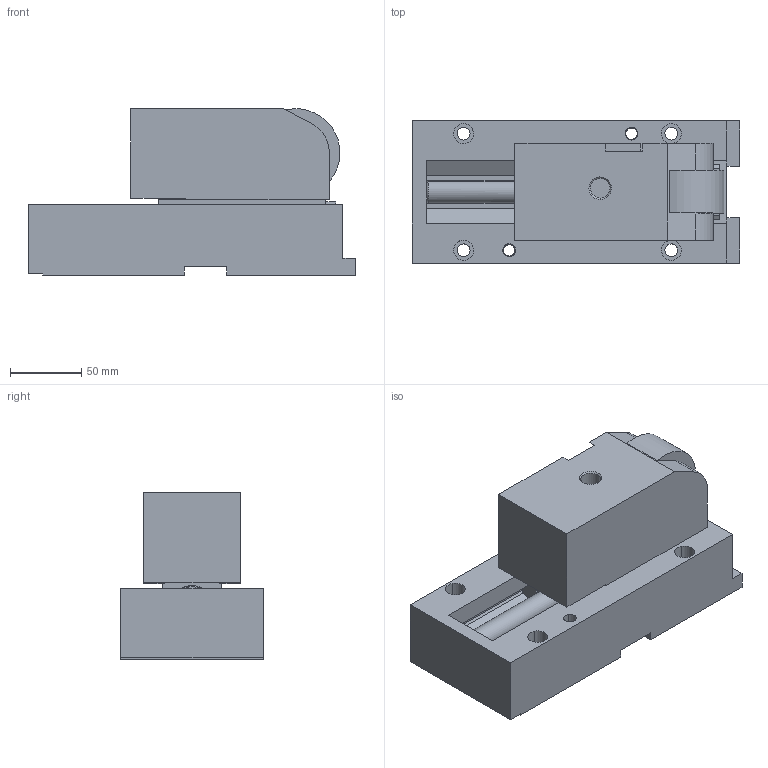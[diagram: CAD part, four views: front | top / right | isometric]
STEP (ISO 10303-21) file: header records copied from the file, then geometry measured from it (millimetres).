
FILE_DESCRIPTION(('CATIA V5 STEP Exchange'),'2;1');
FILE_NAME('CRCS-03000-80_1.stp','2015-03-26T08:53:12+00:00',('none'),('none'),'CATIA Version 5 Release 20 GA (IN-10)','CATIA V5 STEP AP203','none');
FILE_SCHEMA(('CONFIG_CONTROL_DESIGN'));
Length unit declared in the file: millimetre
Products named in the file (1): CRCS-03000-80_1
Bounding box: 230 x 100 x 117 mm (x, y, z)
Volume: 1515271.8 mm3; surface area: 203481.8 mm2
Topology: 3 solids, 5 shells, 182 faces, 469 edges, 311 vertices
Faces by surface type: plane 112, cylinder 56, cone 11, torus 3
Entity records: 5392 total; most frequent: CARTESIAN_POINT 1124, ORIENTED_EDGE 938, DIRECTION 707, EDGE_CURVE 469, VECTOR 324, LINE 324, VERTEX_POINT 311, AXIS2_PLACEMENT_3D 257
